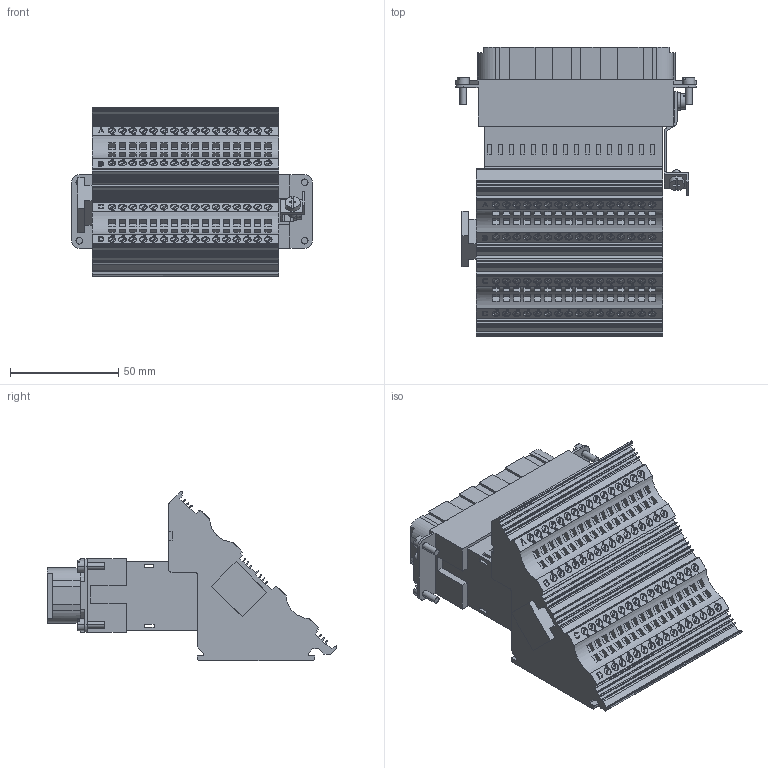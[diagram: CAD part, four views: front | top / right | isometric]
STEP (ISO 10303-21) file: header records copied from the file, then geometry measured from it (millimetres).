
FILE_DESCRIPTION((''),'2;1');
FILE_NAME('3D_1250640210101_HD-064-F_AV_L_','2017-06-09T',('y.wang'),(''),'PRO/ENGINEER BY PARAMETRIC TECHNOLOGY CORPORATION, 2012480','PRO/ENGINEER BY PARAMETRIC TECHNOLOGY CORPORATION, 2012480','');
FILE_SCHEMA(('CONFIG_CONTROL_DESIGN'));
Products named in the file (1): 3D_1250640210101_HD-064-F_AV_L_
Bounding box: 111 x 133.6 x 78 mm (x, y, z)
Volume: 408781.9 mm3; surface area: 65303.3 mm2
Topology: 1 solids, 2 shells, 5304 faces, 14798 edges, 9865 vertices
Faces by surface type: plane 4947, cylinder 356, extrusion 1
Entity records: 167800 total; most frequent: CARTESIAN_POINT 29985, ORIENTED_EDGE 29596, DIRECTION 26525, EDGE_CURVE 14798, VECTOR 13671, LINE 13670, VERTEX_POINT 9865, AXIS2_PLACEMENT_3D 6427
